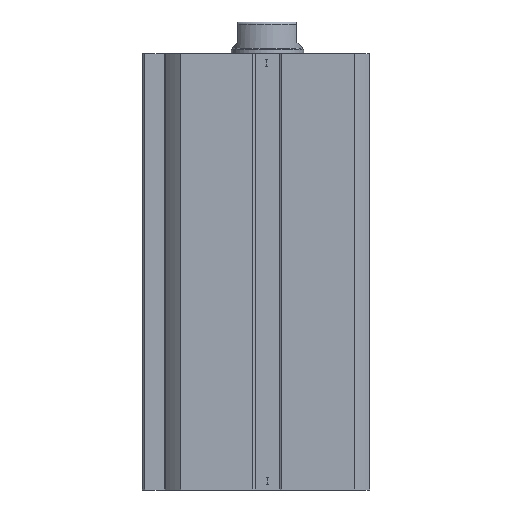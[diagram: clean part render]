
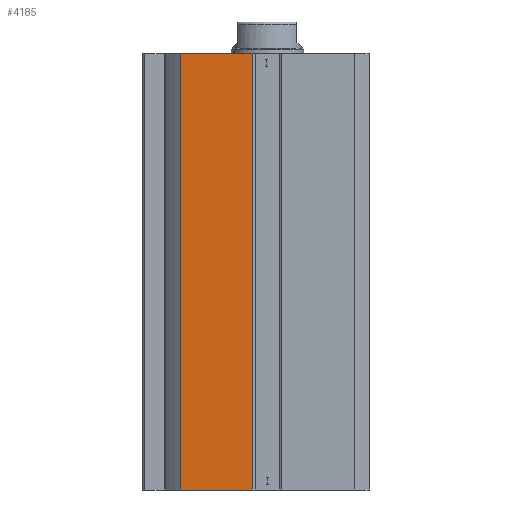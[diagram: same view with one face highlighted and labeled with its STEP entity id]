
A CAD part, left-side view. The second image highlights one B-rep face of the part: STEP entity #4185.
In plain terms, the highlighted planar face has unit normal (-1, 0, 0).
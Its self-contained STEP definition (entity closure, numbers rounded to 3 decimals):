
#102 = CARTESIAN_POINT ( 'NONE',  ( -22.5, -22.5, 96. ) ) ;
#103 = DIRECTION ( 'NONE',  ( 0., -1., 0. ) ) ;
#338 = CARTESIAN_POINT ( 'NONE',  ( -22.5, -22.5, 0. ) ) ;
#339 = DIRECTION ( 'NONE',  ( 0., -1., 0. ) ) ;
#387 = CARTESIAN_POINT ( 'NONE',  ( -22.5, 3.2, 96. ) ) ;
#392 = DIRECTION ( 'NONE',  ( 0., 0., 1. ) ) ;
#393 = CARTESIAN_POINT ( 'NONE',  ( -22.5, 19.079, 0. ) ) ;
#394 = DIRECTION ( 'NONE',  ( 0., 0., 1. ) ) ;
#1082 = PLANE ( 'NONE',  #4149 ) ;
#1085 = CARTESIAN_POINT ( 'NONE',  ( -22.5, -22.5, 96. ) ) ;
#1091 = DIRECTION ( 'NONE',  ( 1., 0., 0. ) ) ;
#1092 = DIRECTION ( 'NONE',  ( 0., 0., -1. ) ) ;
#1475 = ORIENTED_EDGE ( 'NONE', *, *, #3650, .F. ) ;
#1492 = ORIENTED_EDGE ( 'NONE', *, *, #3527, .F. ) ;
#1507 = ORIENTED_EDGE ( 'NONE', *, *, #3649, .T. ) ;
#1508 = ORIENTED_EDGE ( 'NONE', *, *, #3626, .T. ) ;
#2061 = VERTEX_POINT ( 'NONE', #2923 ) ;
#2223 = VERTEX_POINT ( 'NONE', #2763 ) ;
#2260 = VERTEX_POINT ( 'NONE', #3099 ) ;
#2271 = VERTEX_POINT ( 'NONE', #3041 ) ;
#2375 = EDGE_LOOP ( 'NONE', ( #1475, #1508, #1507, #1492 ) ) ;
#2763 = CARTESIAN_POINT ( 'NONE',  ( -22.5, 3.2, 96. ) ) ;
#2923 = CARTESIAN_POINT ( 'NONE',  ( -22.5, 19.079, 96. ) ) ;
#3041 = CARTESIAN_POINT ( 'NONE',  ( -22.5, 3.2, 0. ) ) ;
#3099 = CARTESIAN_POINT ( 'NONE',  ( -22.5, 19.079, 0. ) ) ;
#3527 = EDGE_CURVE ( 'NONE', #2061, #2223, #6180, .T. ) ;
#3626 = EDGE_CURVE ( 'NONE', #2260, #2271, #6501, .T. ) ;
#3649 = EDGE_CURVE ( 'NONE', #2271, #2223, #6536, .T. ) ;
#3650 = EDGE_CURVE ( 'NONE', #2260, #2061, #6554, .T. ) ;
#4149 = AXIS2_PLACEMENT_3D ( 'NONE', #1085, #1091, #1092 ) ;
#4185 = ADVANCED_FACE ( 'NONE', ( #4445 ), #1082, .F. ) ;
#4445 = FACE_OUTER_BOUND ( 'NONE', #2375, .T. ) ;
#6180 = LINE ( 'NONE', #102, #6182 ) ;
#6182 = VECTOR ( 'NONE', #103, 1000. ) ;
#6501 = LINE ( 'NONE', #338, #6505 ) ;
#6505 = VECTOR ( 'NONE', #339, 1000. ) ;
#6536 = LINE ( 'NONE', #387, #6552 ) ;
#6552 = VECTOR ( 'NONE', #392, 1000. ) ;
#6554 = LINE ( 'NONE', #393, #6555 ) ;
#6555 = VECTOR ( 'NONE', #394, 1000. ) ;
